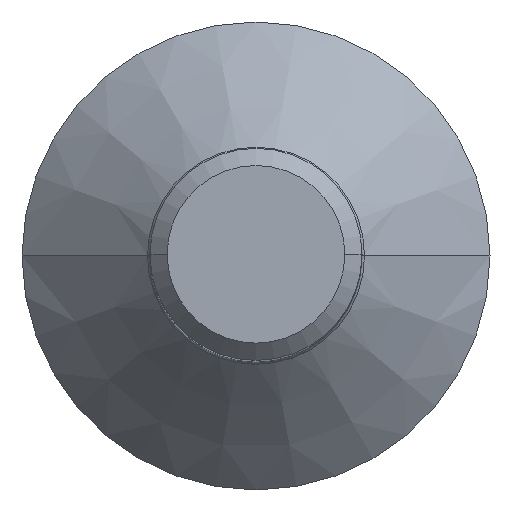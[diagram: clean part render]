
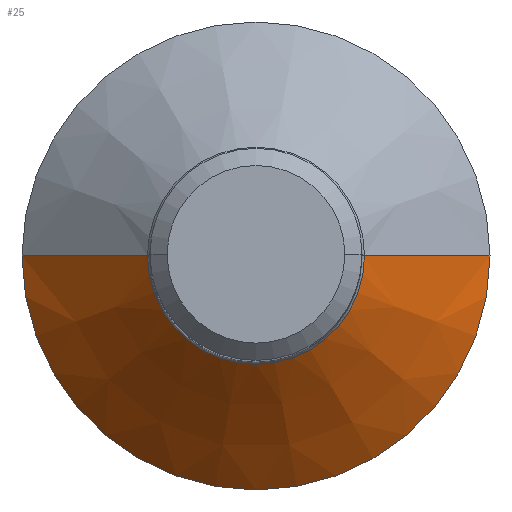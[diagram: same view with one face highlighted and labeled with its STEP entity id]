
A CAD part, top view. The second image highlights one B-rep face of the part: STEP entity #25.
In plain terms, the highlighted conical face has half-angle 45 degrees and reference radius 11.034 mm.
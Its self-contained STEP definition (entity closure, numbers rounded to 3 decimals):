
#14 = VERTEX_POINT ( 'NONE', #388 ) ;
#25 = ADVANCED_FACE ( 'NONE', ( #466 ), #487, .T. ) ;
#41 = ORIENTED_EDGE ( 'NONE', *, *, #368, .T. ) ;
#45 = DIRECTION ( 'NONE',  ( 0., 0., -1. ) ) ;
#51 = AXIS2_PLACEMENT_3D ( 'NONE', #649, #256, #136 ) ;
#53 = DIRECTION ( 'NONE',  ( -1., 0., 0. ) ) ;
#72 = EDGE_CURVE ( 'NONE', #364, #14, #586, .T. ) ;
#97 = CIRCLE ( 'NONE', #739, 11.034 ) ;
#136 = DIRECTION ( 'NONE',  ( 1., 0., 0. ) ) ;
#171 = AXIS2_PLACEMENT_3D ( 'NONE', #841, #45, #582 ) ;
#189 = CARTESIAN_POINT ( 'NONE',  ( -11.034, 0., 0. ) ) ;
#213 = DIRECTION ( 'NONE',  ( 0.707, 0., -0.707 ) ) ;
#256 = DIRECTION ( 'NONE',  ( 0., 0., -1. ) ) ;
#264 = CARTESIAN_POINT ( 'NONE',  ( 5.117, 0., 5.917 ) ) ;
#290 = EDGE_LOOP ( 'NONE', ( #746, #470, #419, #41 ) ) ;
#364 = VERTEX_POINT ( 'NONE', #595 ) ;
#368 = EDGE_CURVE ( 'NONE', #14, #675, #97, .T. ) ;
#388 = CARTESIAN_POINT ( 'NONE',  ( -11.034, 0., 0. ) ) ;
#419 = ORIENTED_EDGE ( 'NONE', *, *, #72, .T. ) ;
#429 = LINE ( 'NONE', #555, #642 ) ;
#432 = EDGE_CURVE ( 'NONE', #502, #364, #474, .T. ) ;
#455 = CARTESIAN_POINT ( 'NONE',  ( 0., 0., 0. ) ) ;
#466 = FACE_OUTER_BOUND ( 'NONE', #290, .T. ) ;
#470 = ORIENTED_EDGE ( 'NONE', *, *, #432, .T. ) ;
#474 = CIRCLE ( 'NONE', #51, 5.117 ) ;
#487 = CONICAL_SURFACE ( 'NONE', #171, 11.034, 0.785 ) ;
#502 = VERTEX_POINT ( 'NONE', #264 ) ;
#555 = CARTESIAN_POINT ( 'NONE',  ( 11.034, 0., 0. ) ) ;
#562 = VECTOR ( 'NONE', #650, 1000. ) ;
#582 = DIRECTION ( 'NONE',  ( -1., 0., 0. ) ) ;
#585 = EDGE_CURVE ( 'NONE', #502, #675, #429, .T. ) ;
#586 = LINE ( 'NONE', #189, #562 ) ;
#595 = CARTESIAN_POINT ( 'NONE',  ( -5.117, 0., 5.917 ) ) ;
#642 = VECTOR ( 'NONE', #213, 1000. ) ;
#649 = CARTESIAN_POINT ( 'NONE',  ( 0., 0., 5.917 ) ) ;
#650 = DIRECTION ( 'NONE',  ( -0.707, 0., -0.707 ) ) ;
#675 = VERTEX_POINT ( 'NONE', #818 ) ;
#739 = AXIS2_PLACEMENT_3D ( 'NONE', #455, #780, #53 ) ;
#746 = ORIENTED_EDGE ( 'NONE', *, *, #585, .F. ) ;
#780 = DIRECTION ( 'NONE',  ( 0., 0., 1. ) ) ;
#818 = CARTESIAN_POINT ( 'NONE',  ( 11.034, 0., 0. ) ) ;
#841 = CARTESIAN_POINT ( 'NONE',  ( 0., 0., 0. ) ) ;
